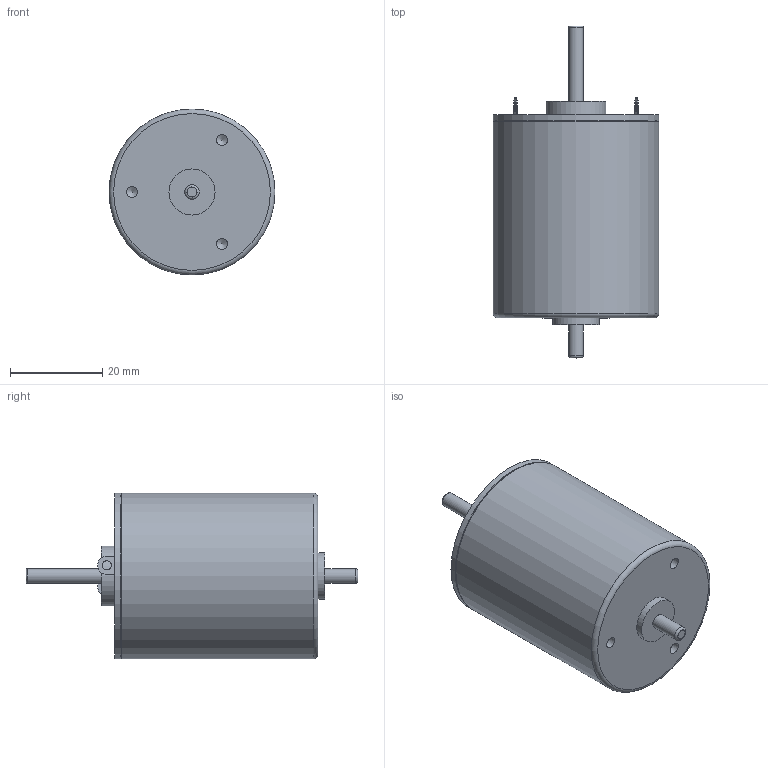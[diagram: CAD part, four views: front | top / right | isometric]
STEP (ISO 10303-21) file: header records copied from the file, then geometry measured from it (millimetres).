
FILE_DESCRIPTION((''),'2;1');
FILE_NAME('TP-3644J.STP','2013-06-14T14:36:47',('SSEGAWA'),(''),'Autodesk Inventor 2010','Autodesk Inventor 2010','');
FILE_SCHEMA(('CONFIG_CONTROL_DESIGN'));
Length unit declared in the file: millimetre
Products named in the file (1): tp_3644j
Bounding box: 36 x 72 x 36 mm (x, y, z)
Volume: 45415.7 mm3; surface area: 7535.7 mm2
Topology: 1 solids, 1 shells, 38 faces, 82 edges, 55 vertices
Faces by surface type: plane 17, cylinder 10, bspline 8, torus 3
Full cylindrical faces by diameter (mm): 3.175 x2, 3.5 x1, 10 x1, 13 x1, 35.6 x1, 36 x2
Entity records: 1000 total; most frequent: CARTESIAN_POINT 273, DIRECTION 148, ORIENTED_EDGE 106, EDGE_LOOP 70, AXIS2_PLACEMENT_3D 64, EDGE_CURVE 53, VERTEX_POINT 45, FACE_OUTER_BOUND 38
